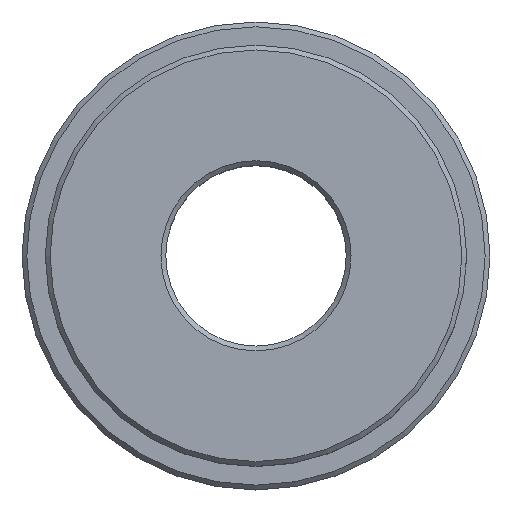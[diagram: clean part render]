
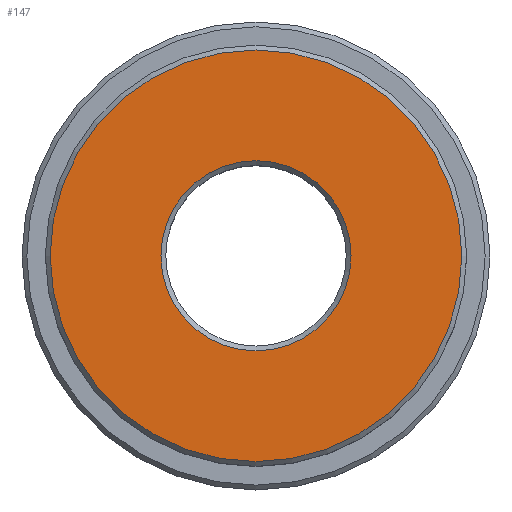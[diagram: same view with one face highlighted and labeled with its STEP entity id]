
A CAD part, top view. The second image highlights one B-rep face of the part: STEP entity #147.
In plain terms, the highlighted planar face has unit normal (0, 0, 1).
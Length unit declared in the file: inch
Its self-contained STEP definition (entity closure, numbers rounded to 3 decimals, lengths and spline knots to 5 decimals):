
#17=PLANE('',#171);
#31=FACE_BOUND('',#63,.T.);
#42=FACE_OUTER_BOUND('',#62,.T.);
#62=EDGE_LOOP('',(#117));
#63=EDGE_LOOP('',(#118));
#66=CIRCLE('',#152,0.4275);
#73=CIRCLE('',#162,0.1975);
#77=VERTEX_POINT('',#221);
#84=VERTEX_POINT('',#238);
#88=EDGE_CURVE('',#77,#77,#66,.T.);
#95=EDGE_CURVE('',#84,#84,#73,.T.);
#117=ORIENTED_EDGE('',*,*,#88,.T.);
#118=ORIENTED_EDGE('',*,*,#95,.T.);
#147=ADVANCED_FACE('',(#42,#31),#17,.F.);
#152=AXIS2_PLACEMENT_3D('',#222,#177,#178);
#162=AXIS2_PLACEMENT_3D('',#239,#197,#198);
#171=AXIS2_PLACEMENT_3D('',#251,#215,#216);
#177=DIRECTION('center_axis',(0.,0.,1.));
#178=DIRECTION('ref_axis',(-1.,0.,0.));
#197=DIRECTION('center_axis',(0.,0.,-1.));
#198=DIRECTION('ref_axis',(-1.,0.,0.));
#215=DIRECTION('center_axis',(0.,0.,-1.));
#216=DIRECTION('ref_axis',(0.,-1.,0.));
#221=CARTESIAN_POINT('',(-0.77638,0.23787,0.282));
#222=CARTESIAN_POINT('Origin',(-0.34888,0.23787,0.282));
#238=CARTESIAN_POINT('',(-0.15138,0.23787,0.282));
#239=CARTESIAN_POINT('Origin',(-0.34888,0.23787,0.282));
#251=CARTESIAN_POINT('Origin',(-0.34888,0.23787,0.282));
